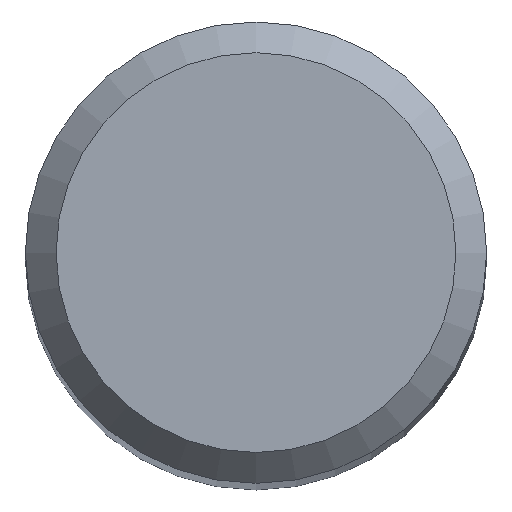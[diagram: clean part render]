
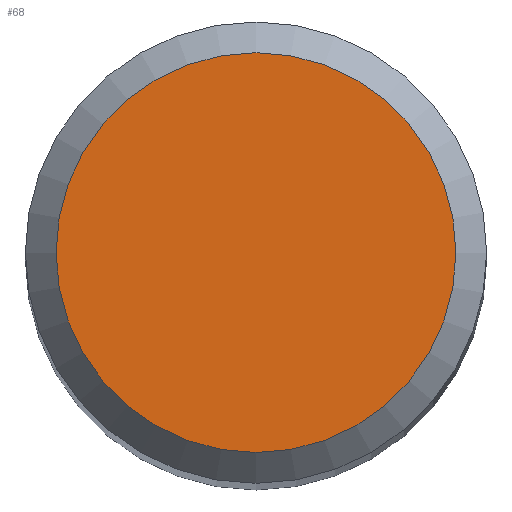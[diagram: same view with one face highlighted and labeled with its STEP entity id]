
A CAD part, top view. The second image highlights one B-rep face of the part: STEP entity #68.
In plain terms, the highlighted planar face has unit normal (0, 0, 1).
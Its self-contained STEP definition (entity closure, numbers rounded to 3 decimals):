
#54=PLANE('',#210);
#58=FACE_OUTER_BOUND('',#99,.T.);
#68=ADVANCED_FACE('',(#58),#54,.T.);
#99=EDGE_LOOP('',(#117));
#117=ORIENTED_EDGE('',*,*,#141,.F.);
#132=VERTEX_POINT('',#313);
#141=EDGE_CURVE('',#132,#132,#150,.T.);
#150=CIRCLE('',#208,1.3);
#208=AXIS2_PLACEMENT_3D('',#312,#240,#241);
#210=AXIS2_PLACEMENT_3D('',#315,#244,#245);
#240=DIRECTION('',(0.,0.,-1.));
#241=DIRECTION('',(1.,0.,0.));
#244=DIRECTION('',(0.,0.,1.));
#245=DIRECTION('',(-1.,0.,0.));
#312=CARTESIAN_POINT('',(0.,0.,0.));
#313=CARTESIAN_POINT('',(1.3,0.,0.));
#315=CARTESIAN_POINT('',(0.,0.,0.));
